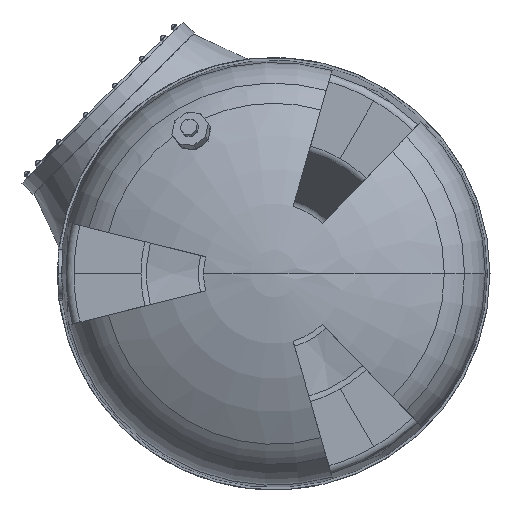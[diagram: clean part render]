
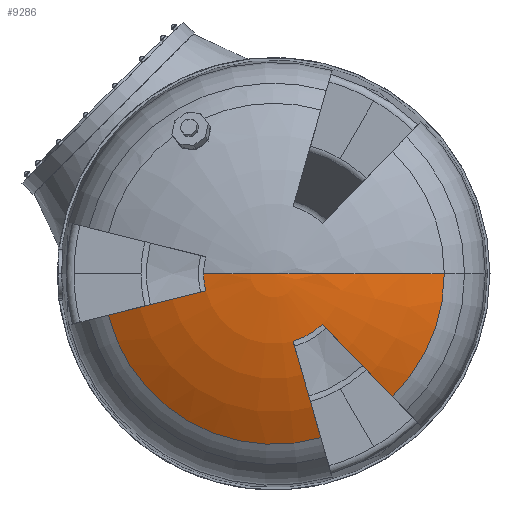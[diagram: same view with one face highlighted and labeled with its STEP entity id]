
A CAD part, front view. The second image highlights one B-rep face of the part: STEP entity #9286.
In plain terms, the highlighted toroidal (fillet/blend) face has major radius 0.005 mm and minor radius 649.958 mm.
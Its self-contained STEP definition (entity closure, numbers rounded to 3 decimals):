
#241 = DIRECTION ( 'NONE',  ( -0.719, 0., -0.695 ) ) ;
#263 = DIRECTION ( 'NONE',  ( 0., 0., -1. ) ) ;
#569 = AXIS2_PLACEMENT_3D ( 'NONE', #19452, #6534, #9656 ) ;
#919 = ORIENTED_EDGE ( 'NONE', *, *, #18280, .T. ) ;
#1040 = CIRCLE ( 'NONE', #12244, 328.838 ) ;
#1133 = CIRCLE ( 'NONE', #12521, 135.178 ) ;
#1263 = AXIS2_PLACEMENT_3D ( 'NONE', #15671, #3056, #11124 ) ;
#1620 = AXIS2_PLACEMENT_3D ( 'NONE', #16389, #14969, #19529 ) ;
#1861 = EDGE_CURVE ( 'NONE', #5686, #11775, #1968, .T. ) ;
#1968 = CIRCLE ( 'NONE', #1620, 649.958 ) ;
#2446 = DIRECTION ( 'NONE',  ( 0., -1., 0. ) ) ;
#2488 = CARTESIAN_POINT ( 'NONE',  ( 7204.171, 456.439, 0. ) ) ;
#2568 = ORIENTED_EDGE ( 'NONE', *, *, #17370, .T. ) ;
#2650 = AXIS2_PLACEMENT_3D ( 'NONE', #11367, #263, #12994 ) ;
#3056 = DIRECTION ( 'NONE',  ( 0., -1., 0. ) ) ;
#3137 = ORIENTED_EDGE ( 'NONE', *, *, #6666, .F. ) ;
#3223 = CARTESIAN_POINT ( 'NONE',  ( 6885.1, 545.759, -79.553 ) ) ;
#3349 = DIRECTION ( 'NONE',  ( 1., 0., 0. ) ) ;
#3417 = CARTESIAN_POINT ( 'NONE',  ( 7204.175, 1106.397, -0.004 ) ) ;
#3682 = CARTESIAN_POINT ( 'NONE',  ( 7204.165, 1106.397, -0.001 ) ) ;
#4229 = VERTEX_POINT ( 'NONE', #2488 ) ;
#4231 = CARTESIAN_POINT ( 'NONE',  ( 7533.009, 545.759, 0. ) ) ;
#4305 = CARTESIAN_POINT ( 'NONE',  ( 7432.601, 545.759, -236.546 ) ) ;
#4340 = FACE_OUTER_BOUND ( 'NONE', #11588, .T. ) ;
#4981 = DIRECTION ( 'NONE',  ( 0., -1., 0. ) ) ;
#5333 = VERTEX_POINT ( 'NONE', #4231 ) ;
#5471 = CARTESIAN_POINT ( 'NONE',  ( 7073.008, 470.65, -32.703 ) ) ;
#5686 = VERTEX_POINT ( 'NONE', #10330 ) ;
#5800 = CARTESIAN_POINT ( 'NONE',  ( 7204.171, 545.759, 0. ) ) ;
#6137 = EDGE_CURVE ( 'NONE', #16042, #10498, #17932, .T. ) ;
#6534 = DIRECTION ( 'NONE',  ( 0., -1., 0. ) ) ;
#6666 = EDGE_CURVE ( 'NONE', #9968, #15772, #15804, .T. ) ;
#7248 = EDGE_CURVE ( 'NONE', #11775, #10498, #19866, .T. ) ;
#7894 = DIRECTION ( 'NONE',  ( 1., 0., 0. ) ) ;
#8215 = CARTESIAN_POINT ( 'NONE',  ( 7204.165, 1106.397, 0. ) ) ;
#8353 = DIRECTION ( 'NONE',  ( -0.695, 0., 0.719 ) ) ;
#8534 = DIRECTION ( 'NONE',  ( 0.97, 0., 0.242 ) ) ;
#8990 = ORIENTED_EDGE ( 'NONE', *, *, #1861, .T. ) ;
#9286 = ADVANCED_FACE ( 'NONE', ( #4340 ), #13451, .T. ) ;
#9478 = AXIS2_PLACEMENT_3D ( 'NONE', #3417, #241, #8353 ) ;
#9656 = DIRECTION ( 'NONE',  ( 1., 0., 0. ) ) ;
#9882 = EDGE_CURVE ( 'NONE', #5333, #4229, #18266, .T. ) ;
#9968 = VERTEX_POINT ( 'NONE', #3223 ) ;
#10330 = CARTESIAN_POINT ( 'NONE',  ( 7294.811, 545.759, -316.099 ) ) ;
#10498 = VERTEX_POINT ( 'NONE', #20977 ) ;
#11124 = DIRECTION ( 'NONE',  ( -0.5, 0., 0.866 ) ) ;
#11143 = CIRCLE ( 'NONE', #16535, 649.958 ) ;
#11367 = CARTESIAN_POINT ( 'NONE',  ( 7204.176, 1106.397, 0. ) ) ;
#11390 = DIRECTION ( 'NONE',  ( 1., 0., 0. ) ) ;
#11588 = EDGE_LOOP ( 'NONE', ( #21016, #919, #3137, #2568, #8990, #15659, #13834, #20249, #18141 ) ) ;
#11775 = VERTEX_POINT ( 'NONE', #15410 ) ;
#12244 = AXIS2_PLACEMENT_3D ( 'NONE', #5800, #2446, #12285 ) ;
#12285 = DIRECTION ( 'NONE',  ( 1., 0., 0. ) ) ;
#12521 = AXIS2_PLACEMENT_3D ( 'NONE', #20784, #19354, #7894 ) ;
#12994 = DIRECTION ( 'NONE',  ( -1., 0., 0. ) ) ;
#13230 = CARTESIAN_POINT ( 'NONE',  ( 7204.171, 1106.397, 0. ) ) ;
#13236 = EDGE_CURVE ( 'NONE', #16042, #5333, #1040, .T. ) ;
#13451 = TOROIDAL_SURFACE ( 'NONE', #19092, 0.006, 649.958 ) ;
#13834 = ORIENTED_EDGE ( 'NONE', *, *, #6137, .F. ) ;
#14547 = AXIS2_PLACEMENT_3D ( 'NONE', #3682, #18305, #8534 ) ;
#14943 = EDGE_CURVE ( 'NONE', #19814, #4229, #11143, .T. ) ;
#14969 = DIRECTION ( 'NONE',  ( -0.961, 0., -0.276 ) ) ;
#15410 = CARTESIAN_POINT ( 'NONE',  ( 7241.431, 470.65, -129.942 ) ) ;
#15659 = ORIENTED_EDGE ( 'NONE', *, *, #7248, .T. ) ;
#15671 = CARTESIAN_POINT ( 'NONE',  ( 7204.171, 470.65, 0. ) ) ;
#15772 = VERTEX_POINT ( 'NONE', #5471 ) ;
#15804 = CIRCLE ( 'NONE', #14547, 649.958 ) ;
#16042 = VERTEX_POINT ( 'NONE', #4305 ) ;
#16389 = CARTESIAN_POINT ( 'NONE',  ( 7204.172, 1106.397, -0.005 ) ) ;
#16535 = AXIS2_PLACEMENT_3D ( 'NONE', #8215, #17767, #3349 ) ;
#17326 = CARTESIAN_POINT ( 'NONE',  ( 7068.993, 470.65, 0. ) ) ;
#17370 = EDGE_CURVE ( 'NONE', #9968, #5686, #17723, .T. ) ;
#17723 = CIRCLE ( 'NONE', #569, 328.838 ) ;
#17767 = DIRECTION ( 'NONE',  ( 0., 0., 1. ) ) ;
#17932 = CIRCLE ( 'NONE', #9478, 649.958 ) ;
#18141 = ORIENTED_EDGE ( 'NONE', *, *, #9882, .T. ) ;
#18266 = CIRCLE ( 'NONE', #2650, 649.958 ) ;
#18280 = EDGE_CURVE ( 'NONE', #19814, #15772, #1133, .T. ) ;
#18305 = DIRECTION ( 'NONE',  ( -0.242, 0., 0.97 ) ) ;
#19092 = AXIS2_PLACEMENT_3D ( 'NONE', #13230, #4981, #11390 ) ;
#19354 = DIRECTION ( 'NONE',  ( 0., -1., 0. ) ) ;
#19452 = CARTESIAN_POINT ( 'NONE',  ( 7204.171, 545.759, 0. ) ) ;
#19529 = DIRECTION ( 'NONE',  ( -0.276, 0., 0.961 ) ) ;
#19814 = VERTEX_POINT ( 'NONE', #17326 ) ;
#19866 = CIRCLE ( 'NONE', #1263, 135.178 ) ;
#20249 = ORIENTED_EDGE ( 'NONE', *, *, #13236, .T. ) ;
#20784 = CARTESIAN_POINT ( 'NONE',  ( 7204.171, 470.65, 0. ) ) ;
#20977 = CARTESIAN_POINT ( 'NONE',  ( 7298.073, 470.65, -97.239 ) ) ;
#21016 = ORIENTED_EDGE ( 'NONE', *, *, #14943, .F. ) ;
